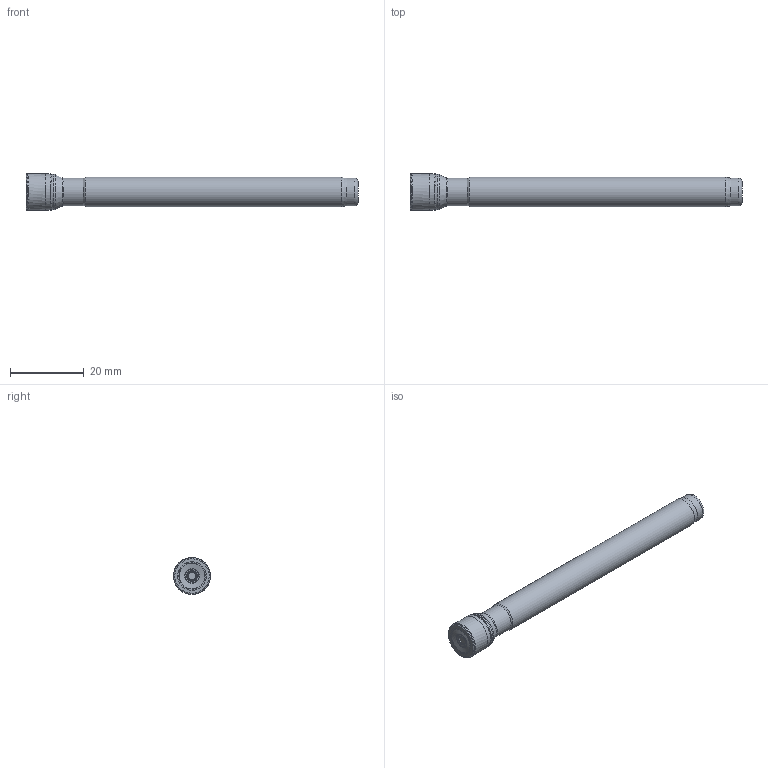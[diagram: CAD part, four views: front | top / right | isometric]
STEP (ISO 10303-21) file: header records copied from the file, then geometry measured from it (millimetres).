
FILE_DESCRIPTION(/* description */ (''),/* implementation_level */ '2;1');
FILE_NAME(/* name */ 'AEM90-AD07-D10-C08-L90-Z02-H.stp',/* time_stamp */ '2023-10-02T09:20:07+03:00',/* author */ (''),/* organization */ (''),/* preprocessor_version */ 'ST-DEVELOPER v19.4',/* originating_system */ 'SIEMENS PLM Software NX2306.3001',/* authorisation */ '');
FILE_SCHEMA (('AUTOMOTIVE_DESIGN { 1 0 10303 214 3 1 1 1 }'));
Length unit declared in the file: millimetre
Products named in the file (1): AEM90-AD07-D10-C08-L90-Z02-H
Bounding box: 90 x 10.04 x 10.04 mm (x, y, z)
Volume: 5117.9 mm3; surface area: 2763.6 mm2
Topology: 2 solids, 2 shells, 42 faces, 109 edges, 69 vertices
Faces by surface type: revolution 28, cone 5, torus 4, cylinder 3, plane 2
Full cylindrical faces by diameter (mm): 7.5 x2, 8 x1
Entity records: 1107 total; most frequent: CARTESIAN_POINT 240, DIRECTION 156, EDGE_LOOP 82, ORIENTED_EDGE 82, FACE_BOUND 80, AXIS2_PLACEMENT_3D 59, ADVANCED_FACE 42, VERTEX_POINT 41
